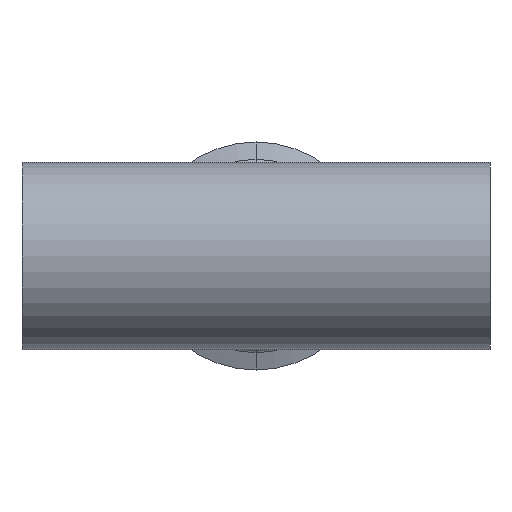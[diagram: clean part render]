
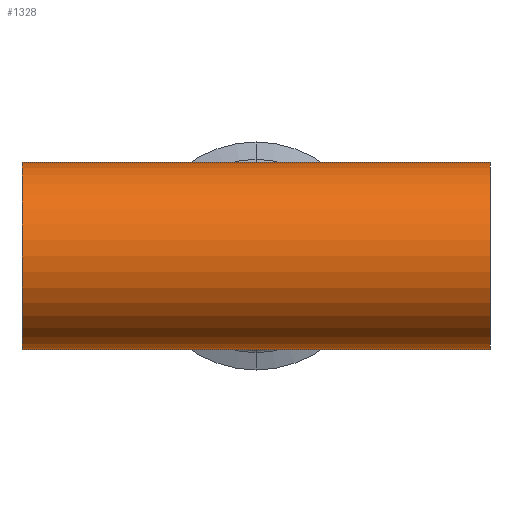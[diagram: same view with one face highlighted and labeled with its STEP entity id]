
A CAD part, front view. The second image highlights one B-rep face of the part: STEP entity #1328.
In plain terms, the highlighted cylindrical face has radius 31.75 mm (diameter 63.5 mm), a partial arc.
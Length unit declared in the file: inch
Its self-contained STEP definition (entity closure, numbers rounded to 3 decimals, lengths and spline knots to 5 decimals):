
#10 = VECTOR ( 'NONE', #430, 39.37008 ) ;
#15 = LINE ( 'NONE', #471, #1542 ) ;
#78 = DIRECTION ( 'NONE',  ( 0., 0., 1. ) ) ;
#87 = DIRECTION ( 'NONE',  ( -1., 0., 0. ) ) ;
#136 = EDGE_CURVE ( 'NONE', #1530, #843, #15, .T. ) ;
#145 = LINE ( 'NONE', #436, #10 ) ;
#195 = VERTEX_POINT ( 'NONE', #801 ) ;
#341 = CARTESIAN_POINT ( 'NONE',  ( -3.12598, 0., -1.25 ) ) ;
#387 = FACE_OUTER_BOUND ( 'NONE', #1418, .T. ) ;
#413 = ORIENTED_EDGE ( 'NONE', *, *, #1182, .F. ) ;
#430 = DIRECTION ( 'NONE',  ( -1., 0., 0. ) ) ;
#436 = CARTESIAN_POINT ( 'NONE',  ( 3.12598, 0., 1.25 ) ) ;
#458 = DIRECTION ( 'NONE',  ( 1., 0., 0. ) ) ;
#465 = VECTOR ( 'NONE', #1367, 39.37008 ) ;
#471 = CARTESIAN_POINT ( 'NONE',  ( 3.12598, 0., -1.25 ) ) ;
#532 = EDGE_CURVE ( 'NONE', #1580, #557, #811, .T. ) ;
#557 = VERTEX_POINT ( 'NONE', #341 ) ;
#600 = DIRECTION ( 'NONE',  ( 1., 0., 0. ) ) ;
#613 = EDGE_CURVE ( 'NONE', #195, #1580, #626, .T. ) ;
#626 = LINE ( 'NONE', #1604, #465 ) ;
#641 = CYLINDRICAL_SURFACE ( 'NONE', #1460, 1.25 ) ;
#643 = AXIS2_PLACEMENT_3D ( 'NONE', #1082, #458, #1189 ) ;
#654 = DIRECTION ( 'NONE',  ( -1., 0., 0. ) ) ;
#679 = ORIENTED_EDGE ( 'NONE', *, *, #613, .T. ) ;
#733 = DIRECTION ( 'NONE',  ( 0., 0., -1. ) ) ;
#801 = CARTESIAN_POINT ( 'NONE',  ( 0., 0., 1.25 ) ) ;
#811 = CIRCLE ( 'NONE', #831, 1.25 ) ;
#831 = AXIS2_PLACEMENT_3D ( 'NONE', #1598, #600, #733 ) ;
#843 = VERTEX_POINT ( 'NONE', #1388 ) ;
#863 = ORIENTED_EDGE ( 'NONE', *, *, #532, .T. ) ;
#896 = CARTESIAN_POINT ( 'NONE',  ( 3.12598, 0., -1.25 ) ) ;
#955 = CARTESIAN_POINT ( 'NONE',  ( 3.12598, 0., 1.25 ) ) ;
#985 = EDGE_CURVE ( 'NONE', #843, #557, #1339, .T. ) ;
#1030 = VECTOR ( 'NONE', #654, 39.37008 ) ;
#1073 = CARTESIAN_POINT ( 'NONE',  ( 3.12598, 0., 0. ) ) ;
#1082 = CARTESIAN_POINT ( 'NONE',  ( 3.12598, 0., 0. ) ) ;
#1182 = EDGE_CURVE ( 'NONE', #1226, #1530, #1537, .T. ) ;
#1189 = DIRECTION ( 'NONE',  ( 0., 0., -1. ) ) ;
#1197 = ORIENTED_EDGE ( 'NONE', *, *, #985, .F. ) ;
#1226 = VERTEX_POINT ( 'NONE', #955 ) ;
#1264 = ORIENTED_EDGE ( 'NONE', *, *, #1293, .T. ) ;
#1290 = ORIENTED_EDGE ( 'NONE', *, *, #136, .F. ) ;
#1293 = EDGE_CURVE ( 'NONE', #1226, #195, #145, .T. ) ;
#1328 = ADVANCED_FACE ( 'NONE', ( #387 ), #641, .T. ) ;
#1339 = LINE ( 'NONE', #896, #1030 ) ;
#1340 = DIRECTION ( 'NONE',  ( -1., 0., 0. ) ) ;
#1367 = DIRECTION ( 'NONE',  ( -1., 0., 0. ) ) ;
#1371 = CARTESIAN_POINT ( 'NONE',  ( -3.12598, 0., 1.25 ) ) ;
#1388 = CARTESIAN_POINT ( 'NONE',  ( 0., 0., -1.25 ) ) ;
#1418 = EDGE_LOOP ( 'NONE', ( #1290, #413, #1264, #679, #863, #1197 ) ) ;
#1460 = AXIS2_PLACEMENT_3D ( 'NONE', #1073, #1340, #78 ) ;
#1490 = CARTESIAN_POINT ( 'NONE',  ( 3.12598, 0., -1.25 ) ) ;
#1530 = VERTEX_POINT ( 'NONE', #1490 ) ;
#1537 = CIRCLE ( 'NONE', #643, 1.25 ) ;
#1542 = VECTOR ( 'NONE', #87, 39.37008 ) ;
#1580 = VERTEX_POINT ( 'NONE', #1371 ) ;
#1598 = CARTESIAN_POINT ( 'NONE',  ( -3.12598, 0., 0. ) ) ;
#1604 = CARTESIAN_POINT ( 'NONE',  ( 3.12598, 0., 1.25 ) ) ;
